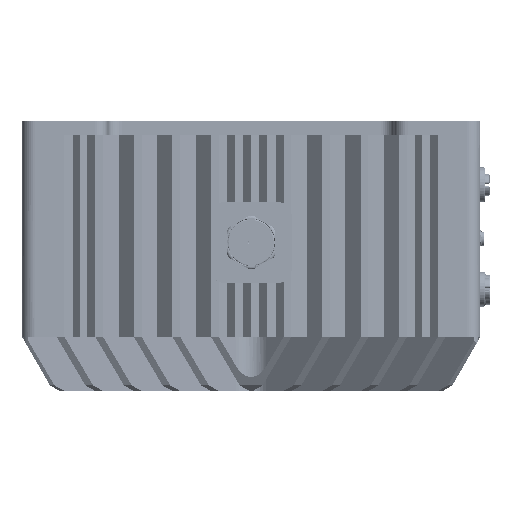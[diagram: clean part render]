
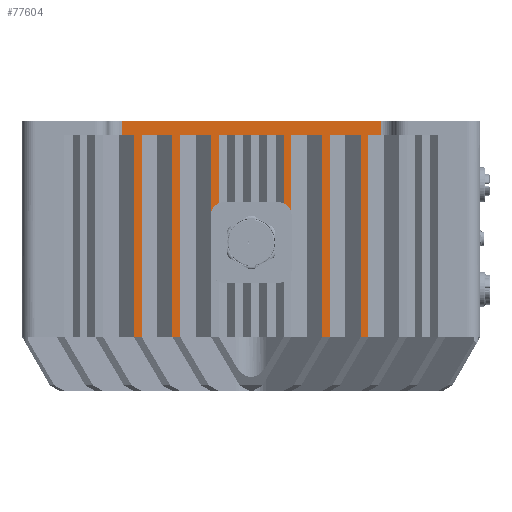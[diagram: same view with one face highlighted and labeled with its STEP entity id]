
A CAD part, left-side view. The second image highlights one B-rep face of the part: STEP entity #77604.
In plain terms, the highlighted planar face has unit normal (-1, 0, 0).
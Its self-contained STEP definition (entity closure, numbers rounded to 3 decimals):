
#5296=PLANE('',#83306);
#8333=FACE_OUTER_BOUND('',#12571,.T.);
#12571=EDGE_LOOP('',(#58986,#58987,#58988,#58989,#58990,#58991,#58992,#58993,
#58994,#58995,#58996,#58997,#58998,#58999,#59000,#59001,#59002,#59003,#59004,
#59005,#59006,#59007,#59008,#59009,#59010,#59011,#59012,#59013,#59014,#59015,
#59016,#59017));
#17192=LINE('',#191780,#22700);
#17193=LINE('',#191782,#22701);
#17194=LINE('',#191784,#22702);
#17195=LINE('',#191786,#22703);
#17196=LINE('',#191788,#22704);
#17197=LINE('',#191790,#22705);
#17198=LINE('',#191792,#22706);
#17199=LINE('',#191794,#22707);
#17200=LINE('',#191796,#22708);
#17201=LINE('',#191798,#22709);
#17202=LINE('',#191800,#22710);
#17203=LINE('',#191802,#22711);
#17204=LINE('',#191804,#22712);
#17205=LINE('',#191808,#22713);
#17206=LINE('',#191810,#22714);
#17207=LINE('',#191812,#22715);
#17208=LINE('',#191814,#22716);
#17209=LINE('',#191816,#22717);
#17210=LINE('',#191818,#22718);
#17211=LINE('',#191820,#22719);
#17212=LINE('',#191824,#22720);
#17213=LINE('',#191826,#22721);
#17214=LINE('',#191828,#22722);
#17215=LINE('',#191830,#22723);
#17216=LINE('',#191832,#22724);
#17217=LINE('',#191834,#22725);
#17218=LINE('',#191836,#22726);
#17219=LINE('',#191838,#22727);
#17220=LINE('',#191840,#22728);
#17221=LINE('',#191841,#22729);
#22700=VECTOR('',#96416,10.);
#22701=VECTOR('',#96417,10.);
#22702=VECTOR('',#96418,10.);
#22703=VECTOR('',#96419,10.);
#22704=VECTOR('',#96420,10.);
#22705=VECTOR('',#96421,10.);
#22706=VECTOR('',#96422,10.);
#22707=VECTOR('',#96423,10.);
#22708=VECTOR('',#96424,10.);
#22709=VECTOR('',#96425,10.);
#22710=VECTOR('',#96426,10.);
#22711=VECTOR('',#96427,10.);
#22712=VECTOR('',#96428,10.);
#22713=VECTOR('',#96431,10.);
#22714=VECTOR('',#96432,10.);
#22715=VECTOR('',#96433,10.);
#22716=VECTOR('',#96434,10.);
#22717=VECTOR('',#96435,10.);
#22718=VECTOR('',#96436,10.);
#22719=VECTOR('',#96437,10.);
#22720=VECTOR('',#96440,10.);
#22721=VECTOR('',#96441,10.);
#22722=VECTOR('',#96442,10.);
#22723=VECTOR('',#96443,10.);
#22724=VECTOR('',#96444,10.);
#22725=VECTOR('',#96445,10.);
#22726=VECTOR('',#96446,10.);
#22727=VECTOR('',#96447,10.);
#22728=VECTOR('',#96448,10.);
#22729=VECTOR('',#96449,10.);
#27715=CIRCLE('',#83307,5.);
#27716=CIRCLE('',#83308,5.);
#32952=VERTEX_POINT('',#191778);
#32953=VERTEX_POINT('',#191779);
#32954=VERTEX_POINT('',#191781);
#32955=VERTEX_POINT('',#191783);
#32956=VERTEX_POINT('',#191785);
#32957=VERTEX_POINT('',#191787);
#32958=VERTEX_POINT('',#191789);
#32959=VERTEX_POINT('',#191791);
#32960=VERTEX_POINT('',#191793);
#32961=VERTEX_POINT('',#191795);
#32962=VERTEX_POINT('',#191797);
#32963=VERTEX_POINT('',#191799);
#32964=VERTEX_POINT('',#191801);
#32965=VERTEX_POINT('',#191803);
#32966=VERTEX_POINT('',#191805);
#32967=VERTEX_POINT('',#191807);
#32968=VERTEX_POINT('',#191809);
#32969=VERTEX_POINT('',#191811);
#32970=VERTEX_POINT('',#191813);
#32971=VERTEX_POINT('',#191815);
#32972=VERTEX_POINT('',#191817);
#32973=VERTEX_POINT('',#191819);
#32974=VERTEX_POINT('',#191821);
#32975=VERTEX_POINT('',#191823);
#32976=VERTEX_POINT('',#191825);
#32977=VERTEX_POINT('',#191827);
#32978=VERTEX_POINT('',#191829);
#32979=VERTEX_POINT('',#191831);
#32980=VERTEX_POINT('',#191833);
#32981=VERTEX_POINT('',#191835);
#32982=VERTEX_POINT('',#191837);
#32983=VERTEX_POINT('',#191839);
#42280=EDGE_CURVE('',#32952,#32953,#17192,.T.);
#42281=EDGE_CURVE('',#32952,#32954,#17193,.T.);
#42282=EDGE_CURVE('',#32955,#32954,#17194,.T.);
#42283=EDGE_CURVE('',#32955,#32956,#17195,.T.);
#42284=EDGE_CURVE('',#32956,#32957,#17196,.T.);
#42285=EDGE_CURVE('',#32957,#32958,#17197,.T.);
#42286=EDGE_CURVE('',#32958,#32959,#17198,.T.);
#42287=EDGE_CURVE('',#32959,#32960,#17199,.T.);
#42288=EDGE_CURVE('',#32960,#32961,#17200,.T.);
#42289=EDGE_CURVE('',#32961,#32962,#17201,.T.);
#42290=EDGE_CURVE('',#32962,#32963,#17202,.T.);
#42291=EDGE_CURVE('',#32963,#32964,#17203,.T.);
#42292=EDGE_CURVE('',#32964,#32965,#17204,.T.);
#42293=EDGE_CURVE('',#32966,#32965,#27715,.T.);
#42294=EDGE_CURVE('',#32966,#32967,#17205,.T.);
#42295=EDGE_CURVE('',#32967,#32968,#17206,.T.);
#42296=EDGE_CURVE('',#32968,#32969,#17207,.T.);
#42297=EDGE_CURVE('',#32969,#32970,#17208,.T.);
#42298=EDGE_CURVE('',#32970,#32971,#17209,.T.);
#42299=EDGE_CURVE('',#32971,#32972,#17210,.T.);
#42300=EDGE_CURVE('',#32972,#32973,#17211,.T.);
#42301=EDGE_CURVE('',#32974,#32973,#27716,.T.);
#42302=EDGE_CURVE('',#32974,#32975,#17212,.T.);
#42303=EDGE_CURVE('',#32975,#32976,#17213,.T.);
#42304=EDGE_CURVE('',#32976,#32977,#17214,.T.);
#42305=EDGE_CURVE('',#32977,#32978,#17215,.T.);
#42306=EDGE_CURVE('',#32978,#32979,#17216,.T.);
#42307=EDGE_CURVE('',#32979,#32980,#17217,.T.);
#42308=EDGE_CURVE('',#32980,#32981,#17218,.T.);
#42309=EDGE_CURVE('',#32981,#32982,#17219,.T.);
#42310=EDGE_CURVE('',#32982,#32983,#17220,.T.);
#42311=EDGE_CURVE('',#32983,#32953,#17221,.T.);
#58986=ORIENTED_EDGE('',*,*,#42280,.F.);
#58987=ORIENTED_EDGE('',*,*,#42281,.T.);
#58988=ORIENTED_EDGE('',*,*,#42282,.F.);
#58989=ORIENTED_EDGE('',*,*,#42283,.T.);
#58990=ORIENTED_EDGE('',*,*,#42284,.T.);
#58991=ORIENTED_EDGE('',*,*,#42285,.T.);
#58992=ORIENTED_EDGE('',*,*,#42286,.T.);
#58993=ORIENTED_EDGE('',*,*,#42287,.T.);
#58994=ORIENTED_EDGE('',*,*,#42288,.T.);
#58995=ORIENTED_EDGE('',*,*,#42289,.T.);
#58996=ORIENTED_EDGE('',*,*,#42290,.T.);
#58997=ORIENTED_EDGE('',*,*,#42291,.T.);
#58998=ORIENTED_EDGE('',*,*,#42292,.T.);
#58999=ORIENTED_EDGE('',*,*,#42293,.F.);
#59000=ORIENTED_EDGE('',*,*,#42294,.T.);
#59001=ORIENTED_EDGE('',*,*,#42295,.T.);
#59002=ORIENTED_EDGE('',*,*,#42296,.T.);
#59003=ORIENTED_EDGE('',*,*,#42297,.T.);
#59004=ORIENTED_EDGE('',*,*,#42298,.T.);
#59005=ORIENTED_EDGE('',*,*,#42299,.T.);
#59006=ORIENTED_EDGE('',*,*,#42300,.T.);
#59007=ORIENTED_EDGE('',*,*,#42301,.F.);
#59008=ORIENTED_EDGE('',*,*,#42302,.T.);
#59009=ORIENTED_EDGE('',*,*,#42303,.T.);
#59010=ORIENTED_EDGE('',*,*,#42304,.T.);
#59011=ORIENTED_EDGE('',*,*,#42305,.T.);
#59012=ORIENTED_EDGE('',*,*,#42306,.T.);
#59013=ORIENTED_EDGE('',*,*,#42307,.T.);
#59014=ORIENTED_EDGE('',*,*,#42308,.T.);
#59015=ORIENTED_EDGE('',*,*,#42309,.T.);
#59016=ORIENTED_EDGE('',*,*,#42310,.T.);
#59017=ORIENTED_EDGE('',*,*,#42311,.T.);
#77604=ADVANCED_FACE('',(#8333),#5296,.T.);
#83306=AXIS2_PLACEMENT_3D('',#191777,#96414,#96415);
#83307=AXIS2_PLACEMENT_3D('',#191806,#96429,#96430);
#83308=AXIS2_PLACEMENT_3D('',#191822,#96438,#96439);
#96414=DIRECTION('center_axis',(-1.,0.,0.));
#96415=DIRECTION('ref_axis',(0.,0.,
1.));
#96416=DIRECTION('',(0.,0.,-1.));
#96417=DIRECTION('',(0.,1.,0.));
#96418=DIRECTION('',(0.,0.,1.));
#96419=DIRECTION('',(0.,-1.,0.));
#96420=DIRECTION('',(0.,0.,-1.));
#96421=DIRECTION('',(0.,-1.,0.));
#96422=DIRECTION('',(0.,0.,1.));
#96423=DIRECTION('',(0.,-1.,0.));
#96424=DIRECTION('',(0.,0.,-1.));
#96425=DIRECTION('',(0.,-1.,0.));
#96426=DIRECTION('',(0.,0.,1.));
#96427=DIRECTION('',(0.,-1.,0.));
#96428=DIRECTION('',(0.,0.,-1.));
#96429=DIRECTION('center_axis',(-1.,0.,0.));
#96430=DIRECTION('ref_axis',(0.,0.707,0.707));
#96431=DIRECTION('',(0.,0.,1.));
#96432=DIRECTION('',(0.,-1.,0.));
#96433=DIRECTION('',(0.,0.,-1.));
#96434=DIRECTION('',(0.,-1.,0.));
#96435=DIRECTION('',(0.,0.,1.));
#96436=DIRECTION('',(0.,-1.,0.));
#96437=DIRECTION('',(0.,0.,-1.));
#96438=DIRECTION('center_axis',(-1.,0.,0.));
#96439=DIRECTION('ref_axis',(0.,-0.707,0.707));
#96440=DIRECTION('',(0.,0.,1.));
#96441=DIRECTION('',(0.,-1.,0.));
#96442=DIRECTION('',(0.,0.,-1.));
#96443=DIRECTION('',(0.,-1.,0.));
#96444=DIRECTION('',(0.,0.,1.));
#96445=DIRECTION('',(0.,-1.,0.));
#96446=DIRECTION('',(0.,0.,-1.));
#96447=DIRECTION('',(0.,-1.,0.));
#96448=DIRECTION('',(0.,0.,1.));
#96449=DIRECTION('',(0.,-1.,0.));
#191777=CARTESIAN_POINT('Origin',(-125.,-85.,75.));
#191778=CARTESIAN_POINT('',(-125.,-48.,80.));
#191779=CARTESIAN_POINT('',(-125.,-48.,75.));
#191780=CARTESIAN_POINT('',(-125.,-48.,77.5));
#191781=CARTESIAN_POINT('',(-125.,48.,80.));
#191782=CARTESIAN_POINT('',(-125.,85.,80.));
#191783=CARTESIAN_POINT('',(-125.,48.,75.));
#191784=CARTESIAN_POINT('',(-125.,48.,77.5));
#191785=CARTESIAN_POINT('',(-125.,43.505,75.));
#191786=CARTESIAN_POINT('',(-125.,85.,75.));
#191787=CARTESIAN_POINT('',(-125.,43.505,0.));
#191788=CARTESIAN_POINT('',(-125.,43.505,0.));
#191789=CARTESIAN_POINT('',(-125.,40.643,0.));
#191790=CARTESIAN_POINT('',(-125.,0.,0.));
#191791=CARTESIAN_POINT('',(-125.,40.643,75.));
#191792=CARTESIAN_POINT('',(-125.,40.643,0.));
#191793=CARTESIAN_POINT('',(-125.,29.196,75.));
#191794=CARTESIAN_POINT('',(-125.,85.,75.));
#191795=CARTESIAN_POINT('',(-125.,29.196,0.));
#191796=CARTESIAN_POINT('',(-125.,29.196,0.));
#191797=CARTESIAN_POINT('',(-125.,26.335,0.));
#191798=CARTESIAN_POINT('',(-125.,0.,0.));
#191799=CARTESIAN_POINT('',(-125.,26.335,75.));
#191800=CARTESIAN_POINT('',(-125.,26.335,0.));
#191801=CARTESIAN_POINT('',(-125.,14.888,75.));
#191802=CARTESIAN_POINT('',(-125.,85.,75.));
#191803=CARTESIAN_POINT('',(-125.,14.888,46.053));
#191804=CARTESIAN_POINT('',(-125.,14.888,0.));
#191805=CARTESIAN_POINT('',(-125.,12.026,49.571));
#191806=CARTESIAN_POINT('Origin',(-125.,10.,45.));
#191807=CARTESIAN_POINT('',(-125.,12.026,75.));
#191808=CARTESIAN_POINT('',(-125.,12.026,0.));
#191809=CARTESIAN_POINT('',(-125.,0.043,75.));
#191810=CARTESIAN_POINT('',(-125.,85.,75.));
#191811=CARTESIAN_POINT('',(-125.,0.043,50.));
#191812=CARTESIAN_POINT('',(-125.,0.043,0.));
#191813=CARTESIAN_POINT('',(-125.,-0.043,50.));
#191814=CARTESIAN_POINT('',(-125.,-50.,50.));
#191815=CARTESIAN_POINT('',(-125.,-0.043,75.));
#191816=CARTESIAN_POINT('',(-125.,-0.043,0.));
#191817=CARTESIAN_POINT('',(-125.,-12.026,75.));
#191818=CARTESIAN_POINT('',(-125.,85.,75.));
#191819=CARTESIAN_POINT('',(-125.,-12.026,49.571));
#191820=CARTESIAN_POINT('',(-125.,-12.026,0.));
#191821=CARTESIAN_POINT('',(-125.,-14.888,46.053));
#191822=CARTESIAN_POINT('Origin',(-125.,-10.,45.));
#191823=CARTESIAN_POINT('',(-125.,-14.888,75.));
#191824=CARTESIAN_POINT('',(-125.,-14.888,0.));
#191825=CARTESIAN_POINT('',(-125.,-26.335,75.));
#191826=CARTESIAN_POINT('',(-125.,85.,75.));
#191827=CARTESIAN_POINT('',(-125.,-26.335,0.));
#191828=CARTESIAN_POINT('',(-125.,-26.335,0.));
#191829=CARTESIAN_POINT('',(-125.,-29.196,0.));
#191830=CARTESIAN_POINT('',(-125.,0.,0.));
#191831=CARTESIAN_POINT('',(-125.,-29.196,75.));
#191832=CARTESIAN_POINT('',(-125.,-29.196,0.));
#191833=CARTESIAN_POINT('',(-125.,-40.643,75.));
#191834=CARTESIAN_POINT('',(-125.,85.,75.));
#191835=CARTESIAN_POINT('',(-125.,-40.643,0.));
#191836=CARTESIAN_POINT('',(-125.,-40.643,0.));
#191837=CARTESIAN_POINT('',(-125.,-43.505,0.));
#191838=CARTESIAN_POINT('',(-125.,0.,0.));
#191839=CARTESIAN_POINT('',(-125.,-43.505,75.));
#191840=CARTESIAN_POINT('',(-125.,-43.505,0.));
#191841=CARTESIAN_POINT('',(-125.,85.,75.));
